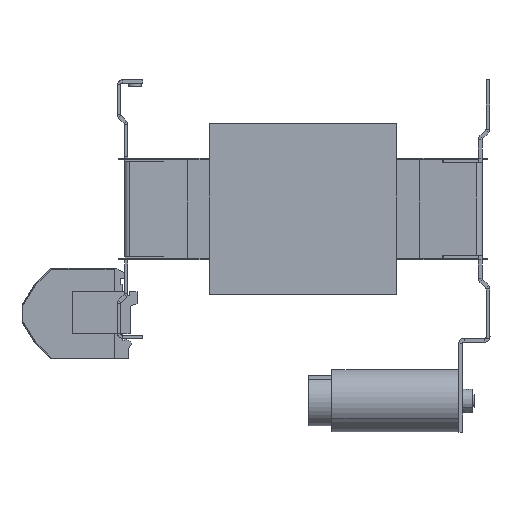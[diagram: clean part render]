
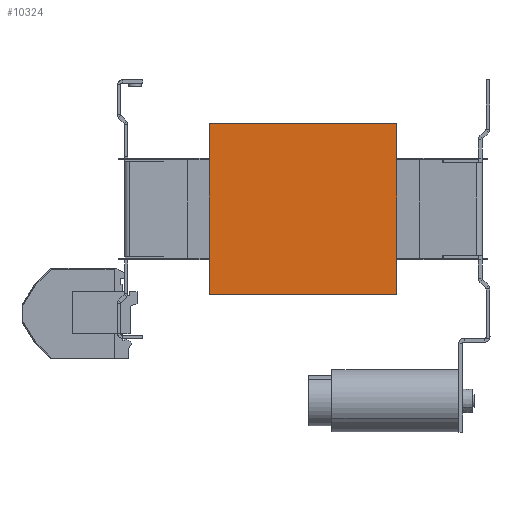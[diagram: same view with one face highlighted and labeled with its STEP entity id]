
A CAD part, left-side view. The second image highlights one B-rep face of the part: STEP entity #10324.
In plain terms, the highlighted planar face has unit normal (-1, 0, 0).
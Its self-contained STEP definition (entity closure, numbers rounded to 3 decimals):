
#507 = CARTESIAN_POINT ( 'NONE',  ( -149., 60., -54.5 ) ) ;
#523 = EDGE_CURVE ( 'NONE', #17873, #904, #22286, .T. ) ;
#904 = VERTEX_POINT ( 'NONE', #14609 ) ;
#1716 = VECTOR ( 'NONE', #11394, 1000. ) ;
#3285 = CARTESIAN_POINT ( 'NONE',  ( -149., -60., -30.5 ) ) ;
#3446 = EDGE_LOOP ( 'NONE', ( #11796, #14055, #13767, #20623 ) ) ;
#3486 = PLANE ( 'NONE',  #15090 ) ;
#3608 = FACE_OUTER_BOUND ( 'NONE', #3446, .T. ) ;
#3727 = DIRECTION ( 'NONE',  ( 0., 0., 1. ) ) ;
#3993 = CARTESIAN_POINT ( 'NONE',  ( -149., -60., -54.5 ) ) ;
#5035 = CARTESIAN_POINT ( 'NONE',  ( -149., 60., -30.5 ) ) ;
#6670 = VERTEX_POINT ( 'NONE', #507 ) ;
#6858 = LINE ( 'NONE', #3285, #9812 ) ;
#6886 = LINE ( 'NONE', #5035, #10917 ) ;
#8983 = DIRECTION ( 'NONE',  ( 0., 0., -1. ) ) ;
#9104 = DIRECTION ( 'NONE',  ( 0., 1., 0. ) ) ;
#9155 = CARTESIAN_POINT ( 'NONE',  ( -149., -60., -30.5 ) ) ;
#9791 = LINE ( 'NONE', #3993, #1716 ) ;
#9812 = VECTOR ( 'NONE', #15994, 1000. ) ;
#9984 = EDGE_CURVE ( 'NONE', #21936, #6670, #9791, .T. ) ;
#10324 = ADVANCED_FACE ( 'NONE', ( #3608 ), #3486, .F. ) ;
#10557 = CARTESIAN_POINT ( 'NONE',  ( -149., -60., -54.5 ) ) ;
#10566 = EDGE_CURVE ( 'NONE', #904, #6670, #6886, .T. ) ;
#10917 = VECTOR ( 'NONE', #8983, 1000. ) ;
#11121 = DIRECTION ( 'NONE',  ( 1., 0., 0. ) ) ;
#11394 = DIRECTION ( 'NONE',  ( 0., 1., 0. ) ) ;
#11796 = ORIENTED_EDGE ( 'NONE', *, *, #10566, .T. ) ;
#12244 = EDGE_CURVE ( 'NONE', #17873, #21936, #6858, .T. ) ;
#13767 = ORIENTED_EDGE ( 'NONE', *, *, #12244, .F. ) ;
#14055 = ORIENTED_EDGE ( 'NONE', *, *, #9984, .F. ) ;
#14519 = CARTESIAN_POINT ( 'NONE',  ( -149., -60., 54.5 ) ) ;
#14609 = CARTESIAN_POINT ( 'NONE',  ( -149., 60., 54.5 ) ) ;
#15090 = AXIS2_PLACEMENT_3D ( 'NONE', #9155, #11121, #3727 ) ;
#15797 = CARTESIAN_POINT ( 'NONE',  ( -149., -60., 54.5 ) ) ;
#15994 = DIRECTION ( 'NONE',  ( 0., 0., -1. ) ) ;
#17873 = VERTEX_POINT ( 'NONE', #15797 ) ;
#20623 = ORIENTED_EDGE ( 'NONE', *, *, #523, .T. ) ;
#21214 = VECTOR ( 'NONE', #9104, 1000. ) ;
#21936 = VERTEX_POINT ( 'NONE', #10557 ) ;
#22286 = LINE ( 'NONE', #14519, #21214 ) ;
